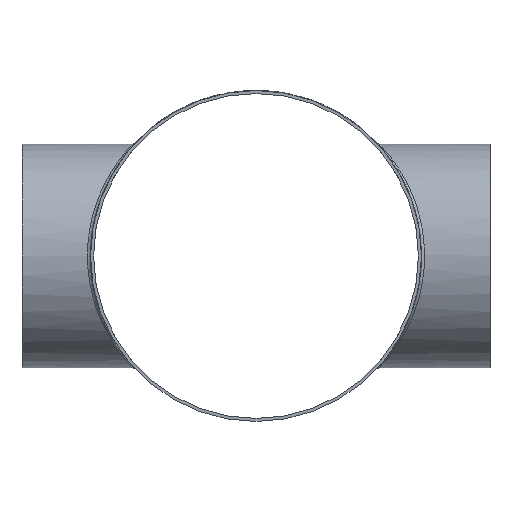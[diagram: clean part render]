
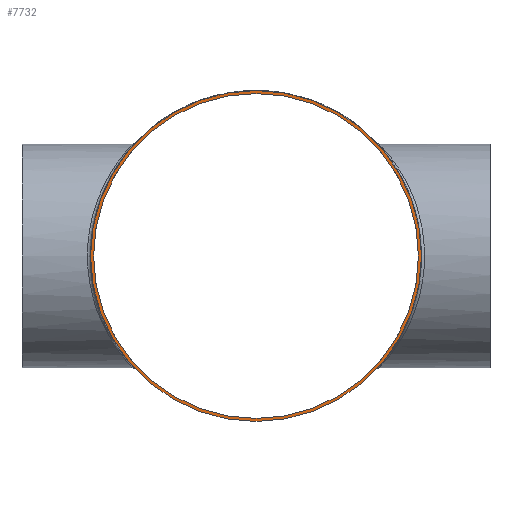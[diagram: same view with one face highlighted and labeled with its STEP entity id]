
A CAD part, left-side view. The second image highlights one B-rep face of the part: STEP entity #7732.
In plain terms, the highlighted planar face has unit normal (-1, 0, 0).
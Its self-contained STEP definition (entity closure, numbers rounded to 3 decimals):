
#1144 = FACE_BOUND ( 'NONE', #12612, .T. ) ;
#1507 = CARTESIAN_POINT ( 'NONE',  ( -254., 0., 161.95 ) ) ;
#4502 = DIRECTION ( 'NONE',  ( -1., 0., 0. ) ) ;
#5163 = AXIS2_PLACEMENT_3D ( 'NONE', #30879, #40538, #17104 ) ;
#7732 = ADVANCED_FACE ( 'NONE', ( #1144, #34612 ), #37245, .T. ) ;
#8668 = ORIENTED_EDGE ( 'NONE', *, *, #24038, .F. ) ;
#12612 = EDGE_LOOP ( 'NONE', ( #8668 ) ) ;
#13469 = ORIENTED_EDGE ( 'NONE', *, *, #38263, .T. ) ;
#13954 = CARTESIAN_POINT ( 'NONE',  ( -254., 0., 158.95 ) ) ;
#17104 = DIRECTION ( 'NONE',  ( 0., 0., 1. ) ) ;
#20643 = CARTESIAN_POINT ( 'NONE',  ( -254., 0., 0. ) ) ;
#20897 = EDGE_LOOP ( 'NONE', ( #13469 ) ) ;
#24038 = EDGE_CURVE ( 'NONE', #27492, #27492, #43140, .T. ) ;
#24448 = VERTEX_POINT ( 'NONE', #1507 ) ;
#27201 = CARTESIAN_POINT ( 'NONE',  ( -254., 0., 0. ) ) ;
#27492 = VERTEX_POINT ( 'NONE', #13954 ) ;
#29123 = AXIS2_PLACEMENT_3D ( 'NONE', #27201, #4502, #41475 ) ;
#30879 = CARTESIAN_POINT ( 'NONE',  ( -254., 0., 0. ) ) ;
#31786 = DIRECTION ( 'NONE',  ( 0., 0., 1. ) ) ;
#33978 = DIRECTION ( 'NONE',  ( -1., 0., 0. ) ) ;
#34612 = FACE_OUTER_BOUND ( 'NONE', #20897, .T. ) ;
#36397 = CIRCLE ( 'NONE', #42010, 161.95 ) ;
#37245 = PLANE ( 'NONE',  #5163 ) ;
#38263 = EDGE_CURVE ( 'NONE', #24448, #24448, #36397, .T. ) ;
#40538 = DIRECTION ( 'NONE',  ( -1., 0., 0. ) ) ;
#41475 = DIRECTION ( 'NONE',  ( 0., 0., 1. ) ) ;
#42010 = AXIS2_PLACEMENT_3D ( 'NONE', #20643, #33978, #31786 ) ;
#43140 = CIRCLE ( 'NONE', #29123, 158.95 ) ;
